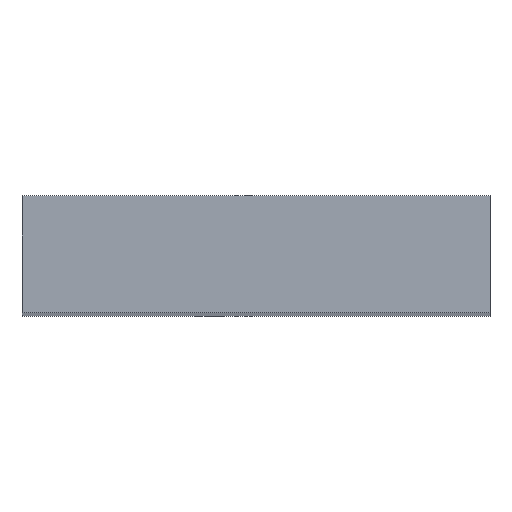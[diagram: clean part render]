
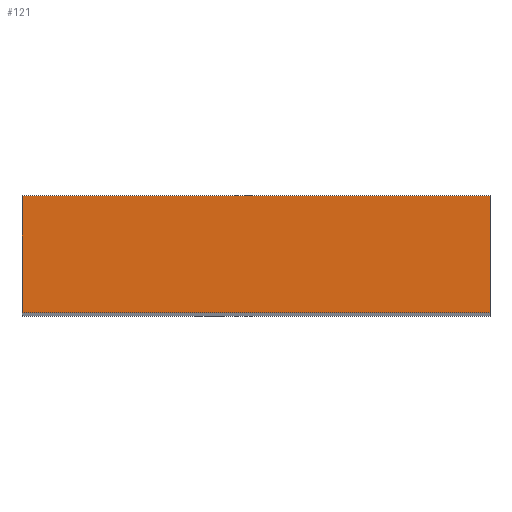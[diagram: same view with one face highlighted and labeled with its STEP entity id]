
A CAD part, top view. The second image highlights one B-rep face of the part: STEP entity #121.
In plain terms, the highlighted planar face has unit normal (0, 0, 1).
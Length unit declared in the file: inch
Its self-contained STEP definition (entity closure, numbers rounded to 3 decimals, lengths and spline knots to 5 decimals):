
#15=LINE('',#197,#27);
#16=LINE('',#199,#28);
#17=LINE('',#201,#29);
#18=LINE('',#202,#30);
#27=VECTOR('',#166,0.3937);
#28=VECTOR('',#167,0.3937);
#29=VECTOR('',#168,0.3937);
#30=VECTOR('',#169,0.3937);
#39=PLANE('',#150);
#49=FACE_OUTER_BOUND('',#57,.T.);
#57=EDGE_LOOP('',(#93,#94,#95,#96));
#69=VERTEX_POINT('',#195);
#70=VERTEX_POINT('',#196);
#71=VERTEX_POINT('',#198);
#72=VERTEX_POINT('',#200);
#79=EDGE_CURVE('',#69,#70,#15,.T.);
#80=EDGE_CURVE('',#70,#71,#16,.T.);
#81=EDGE_CURVE('',#72,#71,#17,.T.);
#82=EDGE_CURVE('',#69,#72,#18,.T.);
#93=ORIENTED_EDGE('',*,*,#79,.T.);
#94=ORIENTED_EDGE('',*,*,#80,.T.);
#95=ORIENTED_EDGE('',*,*,#81,.F.);
#96=ORIENTED_EDGE('',*,*,#82,.F.);
#121=ADVANCED_FACE('',(#49),#39,.T.);
#150=AXIS2_PLACEMENT_3D('',#194,#164,#165);
#164=DIRECTION('center_axis',(0.,0.,1.));
#165=DIRECTION('ref_axis',(1.,0.,0.));
#166=DIRECTION('',(1.,0.,0.));
#167=DIRECTION('',(0.,1.,0.));
#168=DIRECTION('',(1.,0.,0.));
#169=DIRECTION('',(0.,1.,0.));
#194=CARTESIAN_POINT('Origin',(-1.,0.,0.));
#195=CARTESIAN_POINT('',(-1.,0.,0.));
#196=CARTESIAN_POINT('',(0.,0.,0.));
#197=CARTESIAN_POINT('',(-1.,0.,0.));
#198=CARTESIAN_POINT('',(0.,0.25,0.));
#199=CARTESIAN_POINT('',(0.,0.,0.));
#200=CARTESIAN_POINT('',(-1.,0.25,0.));
#201=CARTESIAN_POINT('',(-1.,0.25,0.));
#202=CARTESIAN_POINT('',(-1.,0.,0.));
